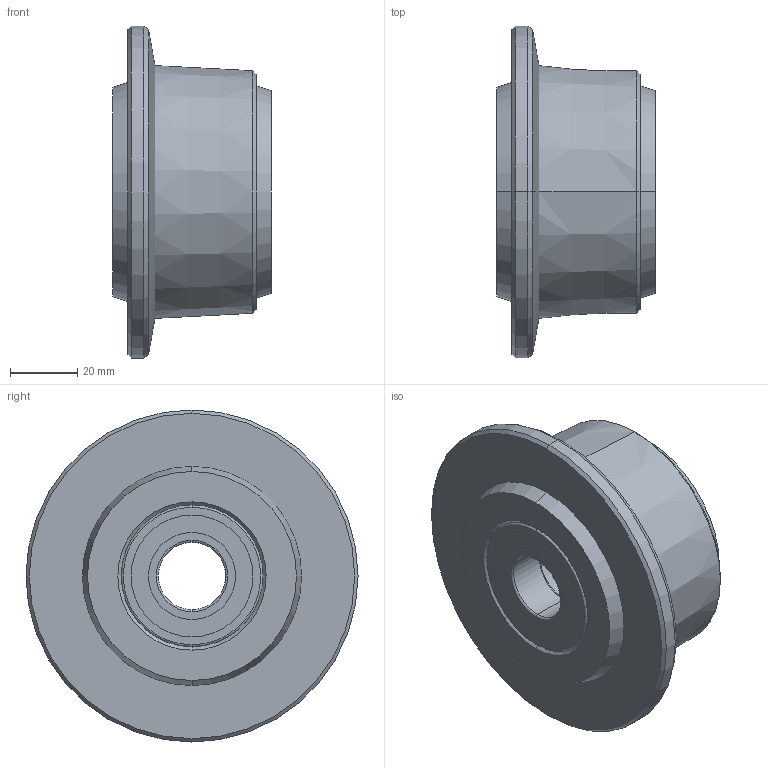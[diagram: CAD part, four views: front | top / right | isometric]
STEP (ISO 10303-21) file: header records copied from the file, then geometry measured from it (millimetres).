
FILE_DESCRIPTION (( 'STEP AP214' ), '1' );
FILE_NAME ('0023938_SPG-075-40-47-K20_(A-01).step', '2019-04-08T10:02:13', ( '' ), ( '' ), 'SwSTEP 2.0', 'SolidWorks 2018', '' );
FILE_SCHEMA (( 'AUTOMOTIVE_DESIGN' ));
Length unit declared in the file: millimetre
Products named in the file (1): 0023938_SPG-075-40-47-K20_(A-01)
Bounding box: 47 x 98.5 x 98.5 mm (x, y, z)
Volume: 176754.9 mm3; surface area: 48901.2 mm2
Topology: 11 solids, 11 shells, 148 faces, 296 edges, 178 vertices
Faces by surface type: cylinder 64, torus 36, plane 30, cone 18
Entity records: 5686 total; most frequent: DIRECTION 808, CARTESIAN_POINT 623, ORIENTED_EDGE 592, AXIS2_PLACEMENT_3D 363, EDGE_CURVE 296, CIRCLE 214, VERTEX_POINT 178, EDGE_LOOP 178
